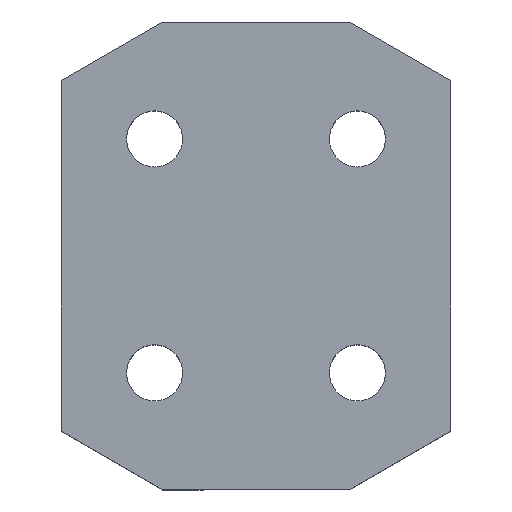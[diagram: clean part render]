
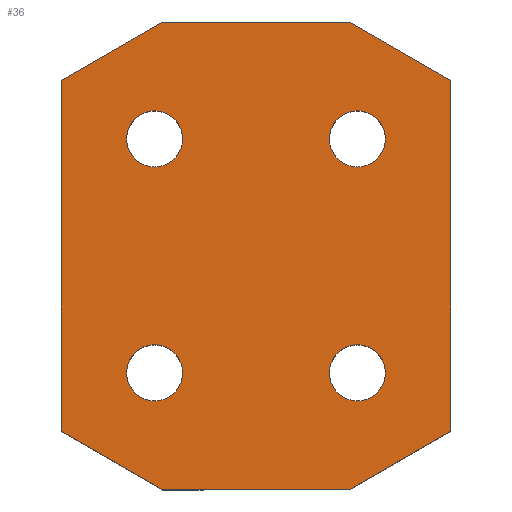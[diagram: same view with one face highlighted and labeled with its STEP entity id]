
A CAD part, top view. The second image highlights one B-rep face of the part: STEP entity #36.
In plain terms, the highlighted planar face has unit normal (0, 0, 1).
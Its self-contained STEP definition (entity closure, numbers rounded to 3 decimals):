
#23 = CARTESIAN_POINT ( 'NONE',  ( 6.5, -7.5, 8. ) ) ;
#25 = ORIENTED_EDGE ( 'NONE', *, *, #786, .T. ) ;
#32 = CARTESIAN_POINT ( 'NONE',  ( -12.5, -11.247, 8. ) ) ;
#36 = ADVANCED_FACE ( 'NONE', ( #263, #87, #67, #122, #283 ), #50, .F. ) ;
#41 = LINE ( 'NONE', #379, #391 ) ;
#44 = DIRECTION ( 'NONE',  ( 0., 0., 1. ) ) ;
#50 = PLANE ( 'NONE',  #252 ) ;
#51 = CARTESIAN_POINT ( 'NONE',  ( -6., -15., 8. ) ) ;
#52 = DIRECTION ( 'NONE',  ( -1., 0., 0. ) ) ;
#67 = FACE_BOUND ( 'NONE', #836, .T. ) ;
#72 = EDGE_CURVE ( 'NONE', #617, #662, #94, .T. ) ;
#77 = EDGE_CURVE ( 'NONE', #794, #617, #628, .T. ) ;
#87 = FACE_BOUND ( 'NONE', #637, .T. ) ;
#91 = CIRCLE ( 'NONE', #471, 1.8 ) ;
#94 = LINE ( 'NONE', #282, #437 ) ;
#97 = EDGE_CURVE ( 'NONE', #427, #629, #453, .T. ) ;
#102 = CIRCLE ( 'NONE', #767, 1.8 ) ;
#119 = LINE ( 'NONE', #480, #192 ) ;
#121 = EDGE_CURVE ( 'NONE', #532, #404, #260, .T. ) ;
#122 = FACE_BOUND ( 'NONE', #495, .T. ) ;
#128 = CARTESIAN_POINT ( 'NONE',  ( -6.5, 7.5, 8. ) ) ;
#137 = CARTESIAN_POINT ( 'NONE',  ( 6., -15., 8. ) ) ;
#139 = EDGE_CURVE ( 'NONE', #615, #375, #510, .T. ) ;
#142 = ORIENTED_EDGE ( 'NONE', *, *, #121, .F. ) ;
#148 = EDGE_LOOP ( 'NONE', ( #25, #465, #412, #563, #514, #581, #229, #524 ) ) ;
#150 = CARTESIAN_POINT ( 'NONE',  ( -8.3, 7.5, 8. ) ) ;
#154 = DIRECTION ( 'NONE',  ( 0., 0., 1. ) ) ;
#156 = VERTEX_POINT ( 'NONE', #610 ) ;
#165 = DIRECTION ( 'NONE',  ( 0., 0., 1. ) ) ;
#170 = ORIENTED_EDGE ( 'NONE', *, *, #313, .F. ) ;
#173 = LINE ( 'NONE', #32, #321 ) ;
#174 = DIRECTION ( 'NONE',  ( 1., 0., 0. ) ) ;
#176 = ORIENTED_EDGE ( 'NONE', *, *, #461, .F. ) ;
#185 = LINE ( 'NONE', #835, #609 ) ;
#186 = DIRECTION ( 'NONE',  ( 0., 0., 1. ) ) ;
#192 = VECTOR ( 'NONE', #473, 1000. ) ;
#197 = ORIENTED_EDGE ( 'NONE', *, *, #139, .F. ) ;
#204 = DIRECTION ( 'NONE',  ( 1., 0., 0. ) ) ;
#217 = EDGE_CURVE ( 'NONE', #740, #506, #41, .T. ) ;
#224 = DIRECTION ( 'NONE',  ( 0.866, -0.5, 0. ) ) ;
#226 = CIRCLE ( 'NONE', #336, 1.8 ) ;
#229 = ORIENTED_EDGE ( 'NONE', *, *, #676, .T. ) ;
#231 = DIRECTION ( 'NONE',  ( -0.866, -0.5, 0. ) ) ;
#235 = DIRECTION ( 'NONE',  ( 0., 1., 0. ) ) ;
#239 = CARTESIAN_POINT ( 'NONE',  ( 12.5, 11.247, 8. ) ) ;
#242 = EDGE_CURVE ( 'NONE', #675, #378, #250, .T. ) ;
#245 = CARTESIAN_POINT ( 'NONE',  ( -6.5, 7.5, 8. ) ) ;
#246 = AXIS2_PLACEMENT_3D ( 'NONE', #23, #653, #204 ) ;
#248 = DIRECTION ( 'NONE',  ( 1., 0., 0. ) ) ;
#249 = CARTESIAN_POINT ( 'NONE',  ( -8.3, -7.5, 8. ) ) ;
#250 = CIRCLE ( 'NONE', #717, 1.8 ) ;
#252 = AXIS2_PLACEMENT_3D ( 'NONE', #622, #753, #364 ) ;
#260 = CIRCLE ( 'NONE', #561, 1.8 ) ;
#263 = FACE_OUTER_BOUND ( 'NONE', #148, .T. ) ;
#278 = EDGE_CURVE ( 'NONE', #710, #794, #185, .T. ) ;
#282 = CARTESIAN_POINT ( 'NONE',  ( -12.5, -11.247, 8. ) ) ;
#283 = FACE_BOUND ( 'NONE', #827, .T. ) ;
#287 = CARTESIAN_POINT ( 'NONE',  ( -12.5, 11.247, 8. ) ) ;
#293 = DIRECTION ( 'NONE',  ( 1., 0., 0. ) ) ;
#297 = AXIS2_PLACEMENT_3D ( 'NONE', #361, #165, #52 ) ;
#304 = DIRECTION ( 'NONE',  ( -1., 0., 0. ) ) ;
#313 = EDGE_CURVE ( 'NONE', #404, #532, #226, .T. ) ;
#319 = EDGE_CURVE ( 'NONE', #629, #427, #102, .T. ) ;
#321 = VECTOR ( 'NONE', #224, 1000. ) ;
#336 = AXIS2_PLACEMENT_3D ( 'NONE', #696, #833, #441 ) ;
#344 = EDGE_CURVE ( 'NONE', #378, #675, #91, .T. ) ;
#345 = CARTESIAN_POINT ( 'NONE',  ( -12.5, -11.247, 8. ) ) ;
#351 = CARTESIAN_POINT ( 'NONE',  ( 6., 15., 8. ) ) ;
#361 = CARTESIAN_POINT ( 'NONE',  ( -6.5, -7.5, 8. ) ) ;
#364 = DIRECTION ( 'NONE',  ( -1., 0., 0. ) ) ;
#369 = CARTESIAN_POINT ( 'NONE',  ( 12.5, -11.247, 8. ) ) ;
#371 = CARTESIAN_POINT ( 'NONE',  ( -6.5, -7.5, 8. ) ) ;
#374 = DIRECTION ( 'NONE',  ( 0., 0., 1. ) ) ;
#375 = VERTEX_POINT ( 'NONE', #455 ) ;
#378 = VERTEX_POINT ( 'NONE', #516 ) ;
#379 = CARTESIAN_POINT ( 'NONE',  ( -6., -15., 8. ) ) ;
#389 = AXIS2_PLACEMENT_3D ( 'NONE', #497, #154, #293 ) ;
#391 = VECTOR ( 'NONE', #174, 1000. ) ;
#392 = ORIENTED_EDGE ( 'NONE', *, *, #319, .F. ) ;
#404 = VERTEX_POINT ( 'NONE', #459 ) ;
#412 = ORIENTED_EDGE ( 'NONE', *, *, #77, .T. ) ;
#427 = VERTEX_POINT ( 'NONE', #249 ) ;
#437 = VECTOR ( 'NONE', #824, 1000. ) ;
#438 = ORIENTED_EDGE ( 'NONE', *, *, #97, .F. ) ;
#441 = DIRECTION ( 'NONE',  ( -1., 0., 0. ) ) ;
#453 = CIRCLE ( 'NONE', #297, 1.8 ) ;
#455 = CARTESIAN_POINT ( 'NONE',  ( 4.7, -7.5, 8. ) ) ;
#459 = CARTESIAN_POINT ( 'NONE',  ( 4.7, 7.5, 8. ) ) ;
#460 = LINE ( 'NONE', #239, #607 ) ;
#461 = EDGE_CURVE ( 'NONE', #375, #615, #830, .T. ) ;
#465 = ORIENTED_EDGE ( 'NONE', *, *, #278, .T. ) ;
#471 = AXIS2_PLACEMENT_3D ( 'NONE', #128, #186, #248 ) ;
#473 = DIRECTION ( 'NONE',  ( 0.866, 0.5, 0. ) ) ;
#477 = CARTESIAN_POINT ( 'NONE',  ( 8.3, -7.5, 8. ) ) ;
#480 = CARTESIAN_POINT ( 'NONE',  ( 12.5, -11.247, 8. ) ) ;
#481 = DIRECTION ( 'NONE',  ( -1., 0., 0. ) ) ;
#491 = CARTESIAN_POINT ( 'NONE',  ( 6.5, 7.5, 8. ) ) ;
#495 = EDGE_LOOP ( 'NONE', ( #438, #392 ) ) ;
#496 = VERTEX_POINT ( 'NONE', #652 ) ;
#497 = CARTESIAN_POINT ( 'NONE',  ( 6.5, -7.5, 8. ) ) ;
#500 = DIRECTION ( 'NONE',  ( 0., 0., 1. ) ) ;
#506 = VERTEX_POINT ( 'NONE', #137 ) ;
#510 = CIRCLE ( 'NONE', #389, 1.8 ) ;
#514 = ORIENTED_EDGE ( 'NONE', *, *, #712, .T. ) ;
#516 = CARTESIAN_POINT ( 'NONE',  ( -4.7, 7.5, 8. ) ) ;
#519 = DIRECTION ( 'NONE',  ( -1., 0., 0. ) ) ;
#524 = ORIENTED_EDGE ( 'NONE', *, *, #772, .T. ) ;
#532 = VERTEX_POINT ( 'NONE', #719 ) ;
#538 = CARTESIAN_POINT ( 'NONE',  ( -4.7, -7.5, 8. ) ) ;
#561 = AXIS2_PLACEMENT_3D ( 'NONE', #491, #44, #481 ) ;
#563 = ORIENTED_EDGE ( 'NONE', *, *, #72, .T. ) ;
#581 = ORIENTED_EDGE ( 'NONE', *, *, #217, .T. ) ;
#607 = VECTOR ( 'NONE', #614, 1000. ) ;
#609 = VECTOR ( 'NONE', #304, 1000. ) ;
#610 = CARTESIAN_POINT ( 'NONE',  ( 12.5, -11.247, 8. ) ) ;
#614 = DIRECTION ( 'NONE',  ( -0.866, 0.5, 0. ) ) ;
#615 = VERTEX_POINT ( 'NONE', #477 ) ;
#617 = VERTEX_POINT ( 'NONE', #799 ) ;
#622 = CARTESIAN_POINT ( 'NONE',  ( 0., 0., 8. ) ) ;
#628 = LINE ( 'NONE', #287, #762 ) ;
#629 = VERTEX_POINT ( 'NONE', #538 ) ;
#637 = EDGE_LOOP ( 'NONE', ( #750, #793 ) ) ;
#651 = VECTOR ( 'NONE', #235, 1000. ) ;
#652 = CARTESIAN_POINT ( 'NONE',  ( 12.5, 11.247, 8. ) ) ;
#653 = DIRECTION ( 'NONE',  ( 0., 0., 1. ) ) ;
#662 = VERTEX_POINT ( 'NONE', #345 ) ;
#675 = VERTEX_POINT ( 'NONE', #150 ) ;
#676 = EDGE_CURVE ( 'NONE', #506, #156, #119, .T. ) ;
#696 = CARTESIAN_POINT ( 'NONE',  ( 6.5, 7.5, 8. ) ) ;
#705 = DIRECTION ( 'NONE',  ( 1., 0., 0. ) ) ;
#710 = VERTEX_POINT ( 'NONE', #351 ) ;
#712 = EDGE_CURVE ( 'NONE', #662, #740, #173, .T. ) ;
#717 = AXIS2_PLACEMENT_3D ( 'NONE', #245, #374, #705 ) ;
#719 = CARTESIAN_POINT ( 'NONE',  ( 8.3, 7.5, 8. ) ) ;
#740 = VERTEX_POINT ( 'NONE', #51 ) ;
#750 = ORIENTED_EDGE ( 'NONE', *, *, #242, .F. ) ;
#753 = DIRECTION ( 'NONE',  ( 0., 0., -1. ) ) ;
#762 = VECTOR ( 'NONE', #231, 1000. ) ;
#767 = AXIS2_PLACEMENT_3D ( 'NONE', #371, #500, #519 ) ;
#769 = LINE ( 'NONE', #369, #651 ) ;
#772 = EDGE_CURVE ( 'NONE', #156, #496, #769, .T. ) ;
#786 = EDGE_CURVE ( 'NONE', #496, #710, #460, .T. ) ;
#793 = ORIENTED_EDGE ( 'NONE', *, *, #344, .F. ) ;
#794 = VERTEX_POINT ( 'NONE', #814 ) ;
#799 = CARTESIAN_POINT ( 'NONE',  ( -12.5, 11.247, 8. ) ) ;
#814 = CARTESIAN_POINT ( 'NONE',  ( -6., 15., 8. ) ) ;
#824 = DIRECTION ( 'NONE',  ( 0., -1., 0. ) ) ;
#827 = EDGE_LOOP ( 'NONE', ( #170, #142 ) ) ;
#830 = CIRCLE ( 'NONE', #246, 1.8 ) ;
#833 = DIRECTION ( 'NONE',  ( 0., 0., 1. ) ) ;
#835 = CARTESIAN_POINT ( 'NONE',  ( -6., 15., 8. ) ) ;
#836 = EDGE_LOOP ( 'NONE', ( #176, #197 ) ) ;
